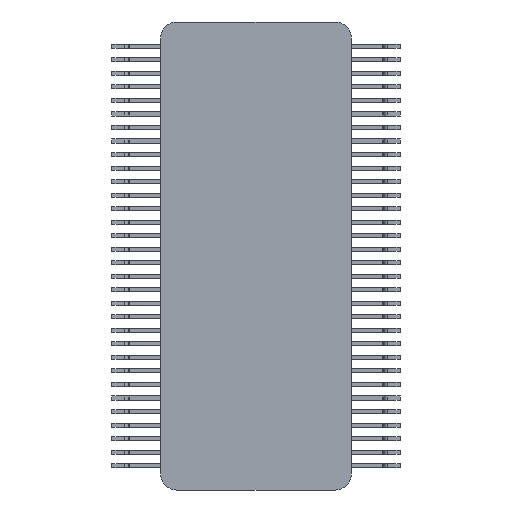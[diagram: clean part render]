
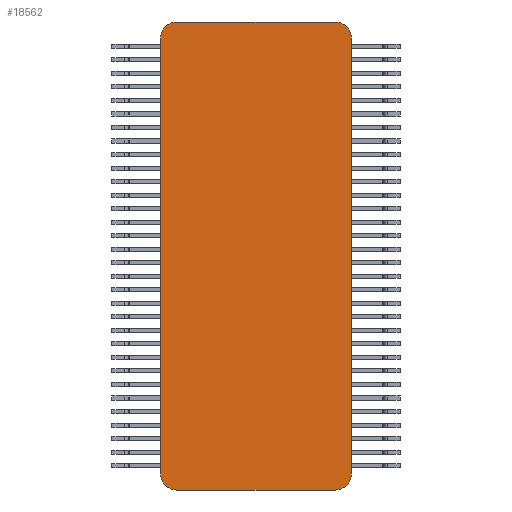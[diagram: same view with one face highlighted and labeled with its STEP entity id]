
A CAD part, front view. The second image highlights one B-rep face of the part: STEP entity #18562.
In plain terms, the highlighted planar face has unit normal (0, -1, 0).
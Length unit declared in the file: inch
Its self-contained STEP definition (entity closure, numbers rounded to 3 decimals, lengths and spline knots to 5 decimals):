
#1274 = VERTEX_POINT ( 'NONE', #31954 ) ;
#1290 = DIRECTION ( 'NONE',  ( -1., 0., 0. ) ) ;
#1600 = DIRECTION ( 'NONE',  ( 0., 1., 0. ) ) ;
#1736 = ORIENTED_EDGE ( 'NONE', *, *, #26195, .F. ) ;
#2249 = VERTEX_POINT ( 'NONE', #21188 ) ;
#2287 = DIRECTION ( 'NONE',  ( 0., 0., -1. ) ) ;
#2722 = LINE ( 'NONE', #18934, #34752 ) ;
#3253 = CARTESIAN_POINT ( 'NONE',  ( 0.2925, 0., 0.805 ) ) ;
#4014 = VERTEX_POINT ( 'NONE', #29521 ) ;
#4079 = CARTESIAN_POINT ( 'NONE',  ( -0.3525, 0., -0.805 ) ) ;
#4435 = CARTESIAN_POINT ( 'NONE',  ( 0.2925, 0., 0.865 ) ) ;
#4579 = ORIENTED_EDGE ( 'NONE', *, *, #15344, .F. ) ;
#5361 = AXIS2_PLACEMENT_3D ( 'NONE', #13734, #13494, #33421 ) ;
#5412 = LINE ( 'NONE', #21048, #33048 ) ;
#5552 = CIRCLE ( 'NONE', #13547, 0.06 ) ;
#5668 = EDGE_CURVE ( 'NONE', #1274, #2249, #5412, .T. ) ;
#7803 = ORIENTED_EDGE ( 'NONE', *, *, #14366, .F. ) ;
#8151 = AXIS2_PLACEMENT_3D ( 'NONE', #3253, #20173, #14499 ) ;
#8215 = DIRECTION ( 'NONE',  ( 1., 0., 0. ) ) ;
#8822 = LINE ( 'NONE', #22305, #22041 ) ;
#9517 = VERTEX_POINT ( 'NONE', #11396 ) ;
#10056 = CIRCLE ( 'NONE', #30139, 0.06 ) ;
#10691 = AXIS2_PLACEMENT_3D ( 'NONE', #14256, #14394, #17200 ) ;
#11143 = CARTESIAN_POINT ( 'NONE',  ( 0.2925, 0., -0.805 ) ) ;
#11207 = DIRECTION ( 'NONE',  ( 0., 0., 1. ) ) ;
#11396 = CARTESIAN_POINT ( 'NONE',  ( 0.3525, 0., -0.805 ) ) ;
#12641 = CIRCLE ( 'NONE', #8151, 0.06 ) ;
#13090 = CARTESIAN_POINT ( 'NONE',  ( -0.3525, 0., 0.805 ) ) ;
#13494 = DIRECTION ( 'NONE',  ( 0., -1., 0. ) ) ;
#13547 = AXIS2_PLACEMENT_3D ( 'NONE', #11143, #14318, #33640 ) ;
#13705 = CARTESIAN_POINT ( 'NONE',  ( -0.2925, 0., 0.865 ) ) ;
#13734 = CARTESIAN_POINT ( 'NONE',  ( -0.2925, 0., 0.805 ) ) ;
#14207 = CARTESIAN_POINT ( 'NONE',  ( -0.2925, 0., 0.865 ) ) ;
#14256 = CARTESIAN_POINT ( 'NONE',  ( -0.2925, 0., -0.805 ) ) ;
#14318 = DIRECTION ( 'NONE',  ( 0., 1., 0. ) ) ;
#14366 = EDGE_CURVE ( 'NONE', #4014, #9517, #2722, .T. ) ;
#14394 = DIRECTION ( 'NONE',  ( 0., 1., 0. ) ) ;
#14499 = DIRECTION ( 'NONE',  ( 0., 0., 1. ) ) ;
#14853 = ORIENTED_EDGE ( 'NONE', *, *, #32689, .F. ) ;
#15344 = EDGE_CURVE ( 'NONE', #30825, #31746, #29867, .T. ) ;
#17200 = DIRECTION ( 'NONE',  ( 0., 0., -1. ) ) ;
#17519 = ORIENTED_EDGE ( 'NONE', *, *, #5668, .F. ) ;
#18120 = EDGE_CURVE ( 'NONE', #2249, #34452, #22718, .T. ) ;
#18562 = ADVANCED_FACE ( 'NONE', ( #19088 ), #24593, .T. ) ;
#18934 = CARTESIAN_POINT ( 'NONE',  ( 0.3525, 0., 0.805 ) ) ;
#19088 = FACE_OUTER_BOUND ( 'NONE', #28061, .T. ) ;
#20173 = DIRECTION ( 'NONE',  ( 0., 1., 0. ) ) ;
#21037 = EDGE_CURVE ( 'NONE', #34452, #23590, #8822, .T. ) ;
#21048 = CARTESIAN_POINT ( 'NONE',  ( -0.2925, 0., -0.865 ) ) ;
#21188 = CARTESIAN_POINT ( 'NONE',  ( -0.2925, 0., -0.865 ) ) ;
#21923 = EDGE_CURVE ( 'NONE', #23590, #30825, #10056, .T. ) ;
#22041 = VECTOR ( 'NONE', #11207, 39.37008 ) ;
#22305 = CARTESIAN_POINT ( 'NONE',  ( -0.3525, 0., 0.805 ) ) ;
#22718 = CIRCLE ( 'NONE', #10691, 0.06 ) ;
#23590 = VERTEX_POINT ( 'NONE', #13090 ) ;
#24299 = DIRECTION ( 'NONE',  ( 0., 0., -1. ) ) ;
#24593 = PLANE ( 'NONE',  #5361 ) ;
#25410 = ORIENTED_EDGE ( 'NONE', *, *, #21923, .F. ) ;
#25803 = ORIENTED_EDGE ( 'NONE', *, *, #21037, .F. ) ;
#26195 = EDGE_CURVE ( 'NONE', #9517, #1274, #5552, .T. ) ;
#26884 = CARTESIAN_POINT ( 'NONE',  ( -0.2925, 0., 0.805 ) ) ;
#28061 = EDGE_LOOP ( 'NONE', ( #25410, #25803, #30513, #17519, #1736, #7803, #14853, #4579 ) ) ;
#29521 = CARTESIAN_POINT ( 'NONE',  ( 0.3525, 0., 0.805 ) ) ;
#29867 = LINE ( 'NONE', #13705, #35109 ) ;
#30139 = AXIS2_PLACEMENT_3D ( 'NONE', #26884, #1600, #24299 ) ;
#30513 = ORIENTED_EDGE ( 'NONE', *, *, #18120, .F. ) ;
#30825 = VERTEX_POINT ( 'NONE', #14207 ) ;
#31746 = VERTEX_POINT ( 'NONE', #4435 ) ;
#31954 = CARTESIAN_POINT ( 'NONE',  ( 0.2925, 0., -0.865 ) ) ;
#32689 = EDGE_CURVE ( 'NONE', #31746, #4014, #12641, .T. ) ;
#33048 = VECTOR ( 'NONE', #1290, 39.37008 ) ;
#33421 = DIRECTION ( 'NONE',  ( 0., 0., -1. ) ) ;
#33640 = DIRECTION ( 'NONE',  ( 0., 0., -1. ) ) ;
#34452 = VERTEX_POINT ( 'NONE', #4079 ) ;
#34752 = VECTOR ( 'NONE', #2287, 39.37008 ) ;
#35109 = VECTOR ( 'NONE', #8215, 39.37008 ) ;
